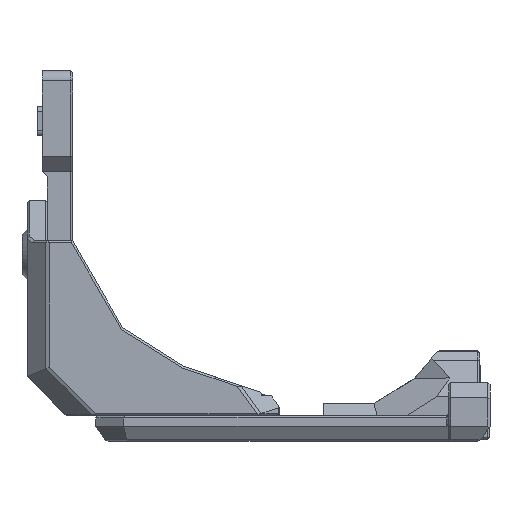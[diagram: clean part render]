
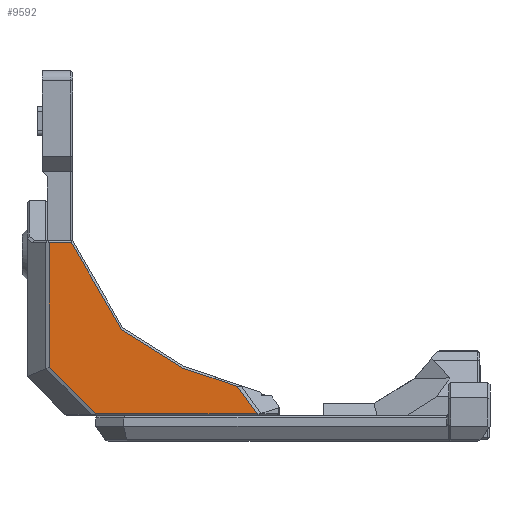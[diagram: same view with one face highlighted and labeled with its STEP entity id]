
A CAD part, left-side view. The second image highlights one B-rep face of the part: STEP entity #9592.
In plain terms, the highlighted planar face has unit normal (-1, 0, 0).
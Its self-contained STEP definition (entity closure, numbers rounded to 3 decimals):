
#507=FACE_OUTER_BOUND('',#1079,.T.);
#1079=EDGE_LOOP('',(#7236,#7237,#7238,#7239,#7240,#7241,#7242,#7243));
#1945=LINE('',#14467,#3171);
#1948=LINE('',#14473,#3174);
#1951=LINE('',#14478,#3177);
#1952=LINE('',#14480,#3178);
#1953=LINE('',#14482,#3179);
#1954=LINE('',#14484,#3180);
#1955=LINE('',#14486,#3181);
#1956=LINE('',#14487,#3182);
#3171=VECTOR('',#11745,10.);
#3174=VECTOR('',#11750,10.);
#3177=VECTOR('',#11755,10.);
#3178=VECTOR('',#11756,10.);
#3179=VECTOR('',#11757,10.);
#3180=VECTOR('',#11758,10.);
#3181=VECTOR('',#11759,10.);
#3182=VECTOR('',#11760,10.);
#4282=VERTEX_POINT('',#14464);
#4283=VERTEX_POINT('',#14466);
#4285=VERTEX_POINT('',#14472);
#4286=VERTEX_POINT('',#14477);
#4287=VERTEX_POINT('',#14479);
#4288=VERTEX_POINT('',#14481);
#4289=VERTEX_POINT('',#14483);
#4290=VERTEX_POINT('',#14485);
#5337=EDGE_CURVE('',#4282,#4283,#1945,.T.);
#5340=EDGE_CURVE('',#4283,#4285,#1948,.T.);
#5343=EDGE_CURVE('',#4286,#4282,#1951,.T.);
#5344=EDGE_CURVE('',#4287,#4286,#1952,.T.);
#5345=EDGE_CURVE('',#4288,#4287,#1953,.T.);
#5346=EDGE_CURVE('',#4289,#4288,#1954,.T.);
#5347=EDGE_CURVE('',#4290,#4289,#1955,.T.);
#5348=EDGE_CURVE('',#4285,#4290,#1956,.T.);
#7236=ORIENTED_EDGE('',*,*,#5337,.F.);
#7237=ORIENTED_EDGE('',*,*,#5343,.F.);
#7238=ORIENTED_EDGE('',*,*,#5344,.F.);
#7239=ORIENTED_EDGE('',*,*,#5345,.F.);
#7240=ORIENTED_EDGE('',*,*,#5346,.F.);
#7241=ORIENTED_EDGE('',*,*,#5347,.F.);
#7242=ORIENTED_EDGE('',*,*,#5348,.F.);
#7243=ORIENTED_EDGE('',*,*,#5340,.F.);
#9065=PLANE('',#10258);
#9592=ADVANCED_FACE('',(#507),#9065,.T.);
#10258=AXIS2_PLACEMENT_3D('',#14476,#11753,#11754);
#11745=DIRECTION('',(0.,-0.583,-0.812));
#11750=DIRECTION('',(0.,1.,0.));
#11753=DIRECTION('center_axis',(-1.,0.,0.));
#11754=DIRECTION('ref_axis',(0.,-1.,0.));
#11755=DIRECTION('',(0.,-0.948,-0.319));
#11756=DIRECTION('',(0.,-0.847,-0.532));
#11757=DIRECTION('',(0.,-0.5,-0.866));
#11758=DIRECTION('',(0.,-1.,0.));
#11759=DIRECTION('',(0.,0.,1.));
#11760=DIRECTION('',(0.,0.707,0.707));
#14464=CARTESIAN_POINT('',(161.128,326.428,3.354));
#14466=CARTESIAN_POINT('',(161.128,322.51,-2.1));
#14467=CARTESIAN_POINT('',(161.128,333.966,13.849));
#14472=CARTESIAN_POINT('',(161.128,354.407,-2.1));
#14473=CARTESIAN_POINT('',(161.128,357.059,-2.1));
#14476=CARTESIAN_POINT('Origin',(161.128,368.029,-2.5));
#14477=CARTESIAN_POINT('',(161.128,337.226,6.992));
#14478=CARTESIAN_POINT('',(161.128,340.086,7.956));
#14479=CARTESIAN_POINT('',(161.128,349.326,14.594));
#14480=CARTESIAN_POINT('',(161.128,349.146,14.48));
#14481=CARTESIAN_POINT('',(161.128,359.26,31.8));
#14482=CARTESIAN_POINT('',(161.128,346.738,10.111));
#14483=CARTESIAN_POINT('',(161.128,363.629,31.8));
#14484=CARTESIAN_POINT('',(161.128,355.529,31.8));
#14485=CARTESIAN_POINT('',(161.128,363.629,7.122));
#14486=CARTESIAN_POINT('',(161.128,363.629,-2.5));
#14487=CARTESIAN_POINT('',(161.128,361.018,4.511));
